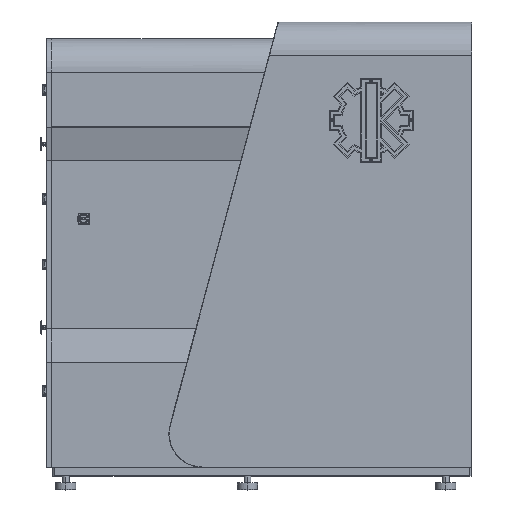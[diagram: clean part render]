
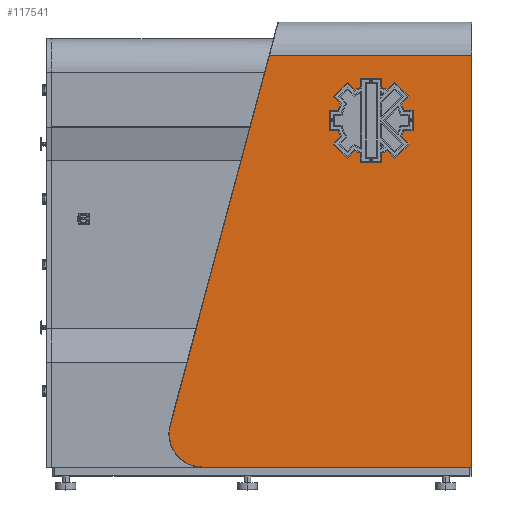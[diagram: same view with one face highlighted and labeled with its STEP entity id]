
A CAD part, top view. The second image highlights one B-rep face of the part: STEP entity #117541.
In plain terms, the highlighted planar face has unit normal (0, 0, 1).
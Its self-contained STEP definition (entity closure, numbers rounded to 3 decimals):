
#234 = CARTESIAN_POINT ( 'NONE',  ( 647.75, 2350., 1022.5 ) ) ;
#2856 = CARTESIAN_POINT ( 'NONE',  ( -354.875, 250., 1022.5 ) ) ;
#3660 = CARTESIAN_POINT ( 'NONE',  ( 650.75, 2350., 1022.5 ) ) ;
#4845 = EDGE_CURVE ( 'NONE', #94278, #37804, #167479, .T. ) ;
#8937 = FACE_OUTER_BOUND ( 'NONE', #65273, .T. ) ;
#12402 = CARTESIAN_POINT ( 'NONE',  ( 1247.75, 50., 1022.5 ) ) ;
#15852 = DIRECTION ( 'NONE',  ( -1., 0., 0. ) ) ;
#18474 = DIRECTION ( 'NONE',  ( 1., 0., 0. ) ) ;
#18785 = CARTESIAN_POINT ( 'NONE',  ( 644.75, 2350., 1022.5 ) ) ;
#19342 = CARTESIAN_POINT ( 'NONE',  ( -1282.25, 50., 1022.5 ) ) ;
#22032 = AXIS2_PLACEMENT_3D ( 'NONE', #234, #108848, #15852 ) ;
#25670 = VERTEX_POINT ( 'NONE', #46102 ) ;
#33164 = VERTEX_POINT ( 'NONE', #192538 ) ;
#33860 = AXIS2_PLACEMENT_3D ( 'NONE', #19342, #145642, #52517 ) ;
#34994 = CARTESIAN_POINT ( 'NONE',  ( -554.875, 250., 1022.5 ) ) ;
#37274 = EDGE_CURVE ( 'NONE', #33164, #25670, #65701, .T. ) ;
#37804 = VERTEX_POINT ( 'NONE', #12402 ) ;
#45089 = CIRCLE ( 'NONE', #22032, 3. ) ;
#46102 = CARTESIAN_POINT ( 'NONE',  ( 40.955, 2500., 1022.5 ) ) ;
#50142 = FACE_BOUND ( 'NONE', #201211, .T. ) ;
#52517 = DIRECTION ( 'NONE',  ( 1., 0., 0. ) ) ;
#53491 = CARTESIAN_POINT ( 'NONE',  ( -1282.25, 2500., 1022.5 ) ) ;
#53511 = CARTESIAN_POINT ( 'NONE',  ( -1282.25, 50., 1022.5 ) ) ;
#65123 = ORIENTED_EDGE ( 'NONE', *, *, #121834, .F. ) ;
#65273 = EDGE_LOOP ( 'NONE', ( #65123, #135197, #73148, #197133, #198010, #147647 ) ) ;
#65691 = VERTEX_POINT ( 'NONE', #18785 ) ;
#65701 = LINE ( 'NONE', #94565, #107049 ) ;
#69365 = CARTESIAN_POINT ( 'NONE',  ( 647.75, 2350., 1022.5 ) ) ;
#70933 = DIRECTION ( 'NONE',  ( 0., 0., 1. ) ) ;
#73148 = ORIENTED_EDGE ( 'NONE', *, *, #37274, .F. ) ;
#75644 = DIRECTION ( 'NONE',  ( 1., 0., 0. ) ) ;
#83094 = ORIENTED_EDGE ( 'NONE', *, *, #98533, .T. ) ;
#84678 = EDGE_CURVE ( 'NONE', #140424, #25670, #171841, .T. ) ;
#84769 = VECTOR ( 'NONE', #75644, 1000. ) ;
#85031 = DIRECTION ( 'NONE',  ( -1., 0., 0. ) ) ;
#92798 = DIRECTION ( 'NONE',  ( 0.259, 0.966, 0. ) ) ;
#94278 = VERTEX_POINT ( 'NONE', #161181 ) ;
#94565 = CARTESIAN_POINT ( 'NONE',  ( 67.75, 2600., 1022.5 ) ) ;
#98533 = EDGE_CURVE ( 'NONE', #151497, #65691, #45089, .T. ) ;
#99798 = EDGE_CURVE ( 'NONE', #33164, #157857, #156281, .T. ) ;
#100708 = AXIS2_PLACEMENT_3D ( 'NONE', #69365, #178163, #85031 ) ;
#105266 = AXIS2_PLACEMENT_3D ( 'NONE', #164052, #70933, #179700 ) ;
#107049 = VECTOR ( 'NONE', #92798, 1000. ) ;
#108848 = DIRECTION ( 'NONE',  ( 0., 0., -1. ) ) ;
#110232 = EDGE_CURVE ( 'NONE', #157857, #94278, #200229, .T. ) ;
#111463 = DIRECTION ( 'NONE',  ( 0., 0., 1. ) ) ;
#113000 = CARTESIAN_POINT ( 'NONE',  ( 1247.75, 2500., 1022.5 ) ) ;
#117541 = ADVANCED_FACE ( 'NONE', ( #50142, #8937 ), #130052, .T. ) ;
#121834 = EDGE_CURVE ( 'NONE', #140424, #37804, #193202, .T. ) ;
#130052 = PLANE ( 'NONE',  #33860 ) ;
#130507 = VECTOR ( 'NONE', #162238, 1000. ) ;
#135197 = ORIENTED_EDGE ( 'NONE', *, *, #84678, .T. ) ;
#135751 = DIRECTION ( 'NONE',  ( 0., -1., 0. ) ) ;
#140424 = VERTEX_POINT ( 'NONE', #113000 ) ;
#145642 = DIRECTION ( 'NONE',  ( 0., 0., 1. ) ) ;
#147647 = ORIENTED_EDGE ( 'NONE', *, *, #4845, .T. ) ;
#151497 = VERTEX_POINT ( 'NONE', #3660 ) ;
#151833 = VECTOR ( 'NONE', #135751, 1000. ) ;
#156281 = CIRCLE ( 'NONE', #105266, 200. ) ;
#157857 = VERTEX_POINT ( 'NONE', #34994 ) ;
#159710 = EDGE_CURVE ( 'NONE', #65691, #151497, #171990, .T. ) ;
#161181 = CARTESIAN_POINT ( 'NONE',  ( -354.875, 50., 1022.5 ) ) ;
#162238 = DIRECTION ( 'NONE',  ( -1., 0., 0. ) ) ;
#164052 = CARTESIAN_POINT ( 'NONE',  ( -354.875, 250., 1022.5 ) ) ;
#167479 = LINE ( 'NONE', #53511, #84769 ) ;
#171841 = LINE ( 'NONE', #53491, #130507 ) ;
#171990 = CIRCLE ( 'NONE', #100708, 3. ) ;
#174657 = AXIS2_PLACEMENT_3D ( 'NONE', #2856, #111463, #18474 ) ;
#178163 = DIRECTION ( 'NONE',  ( 0., 0., -1. ) ) ;
#179700 = DIRECTION ( 'NONE',  ( 1., 0., 0. ) ) ;
#189593 = ORIENTED_EDGE ( 'NONE', *, *, #159710, .T. ) ;
#192538 = CARTESIAN_POINT ( 'NONE',  ( -548.061, 301.764, 1022.5 ) ) ;
#193202 = LINE ( 'NONE', #197637, #151833 ) ;
#197133 = ORIENTED_EDGE ( 'NONE', *, *, #99798, .T. ) ;
#197637 = CARTESIAN_POINT ( 'NONE',  ( 1247.75, 50., 1022.5 ) ) ;
#198010 = ORIENTED_EDGE ( 'NONE', *, *, #110232, .T. ) ;
#200229 = CIRCLE ( 'NONE', #174657, 200. ) ;
#201211 = EDGE_LOOP ( 'NONE', ( #189593, #83094 ) ) ;
